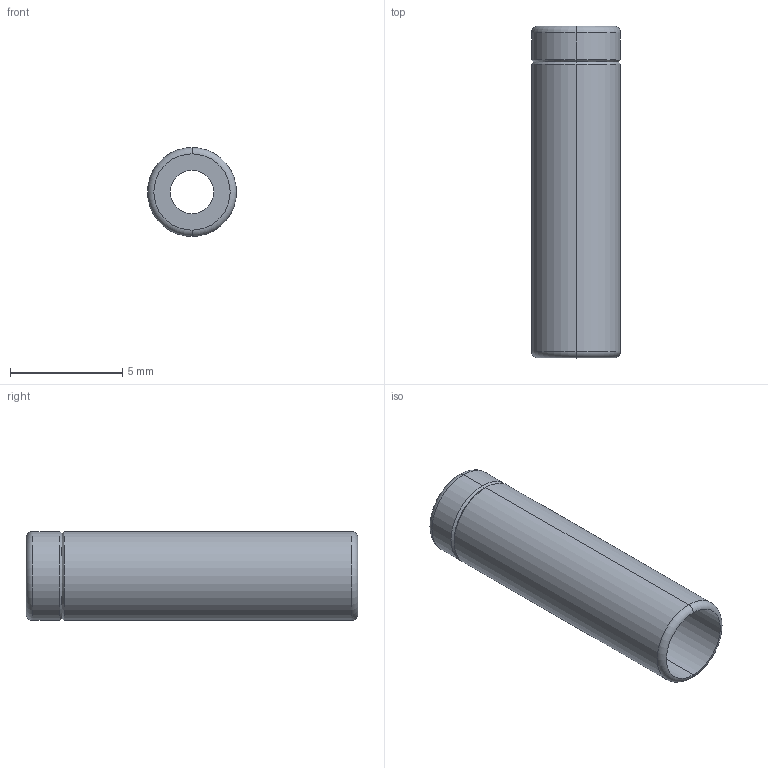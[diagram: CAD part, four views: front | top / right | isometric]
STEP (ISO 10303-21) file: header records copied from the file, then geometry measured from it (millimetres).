
FILE_DESCRIPTION (( 'STEP AP214' ), '1' );
FILE_NAME ('12150 5-32 Check Valve Outer SS.STEP', '2017-06-26T15:52:55', ( '' ), ( '' ), 'SwSTEP 2.0', 'SolidWorks 2016', '' );
FILE_SCHEMA (( 'AUTOMOTIVE_DESIGN' ));
Length unit declared in the file: millimetre
Products named in the file (1): 12150 5-32 Check Valve Outer SS
Bounding box: 3.97 x 14.8 x 3.97 mm (x, y, z)
Volume: 53.4 mm3; surface area: 350.9 mm2
Topology: 1 solids, 1 shells, 21 faces, 42 edges, 22 vertices
Faces by surface type: cylinder 10, cone 6, torus 4, plane 1
Entity records: 576 total; most frequent: DIRECTION 112, CARTESIAN_POINT 86, ORIENTED_EDGE 84, AXIS2_PLACEMENT_3D 48, EDGE_CURVE 42, CIRCLE 26, VERTEX_POINT 22, EDGE_LOOP 22
